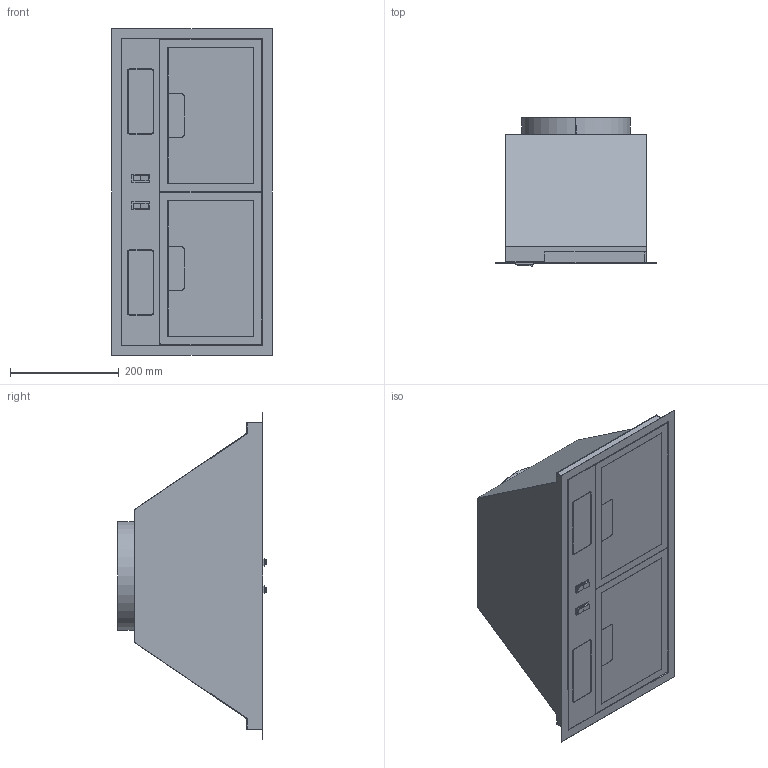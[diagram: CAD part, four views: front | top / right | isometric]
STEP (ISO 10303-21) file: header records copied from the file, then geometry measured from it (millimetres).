
FILE_DESCRIPTION((''),'2;1');
FILE_NAME('EV-6UCQ','2021-05-20T',('seona'),(''),'CREO PARAMETRIC BY PTC INC, 2016260','CREO PARAMETRIC BY PTC INC, 2016260','');
FILE_SCHEMA(('CONFIG_CONTROL_DESIGN'));
Length unit declared in the file: millimetre
Products named in the file (1): EV-6UCQ
Bounding box: 295 x 273 x 600 mm (x, y, z)
Volume: 2624494.9 mm3; surface area: 1266493.2 mm2
Topology: 10 solids, 10 shells, 161 faces, 402 edges, 268 vertices
Faces by surface type: plane 125, cylinder 36
Entity records: 4808 total; most frequent: CARTESIAN_POINT 831, ORIENTED_EDGE 804, DIRECTION 796, EDGE_CURVE 402, VECTOR 330, LINE 330, VERTEX_POINT 268, AXIS2_PLACEMENT_3D 233
